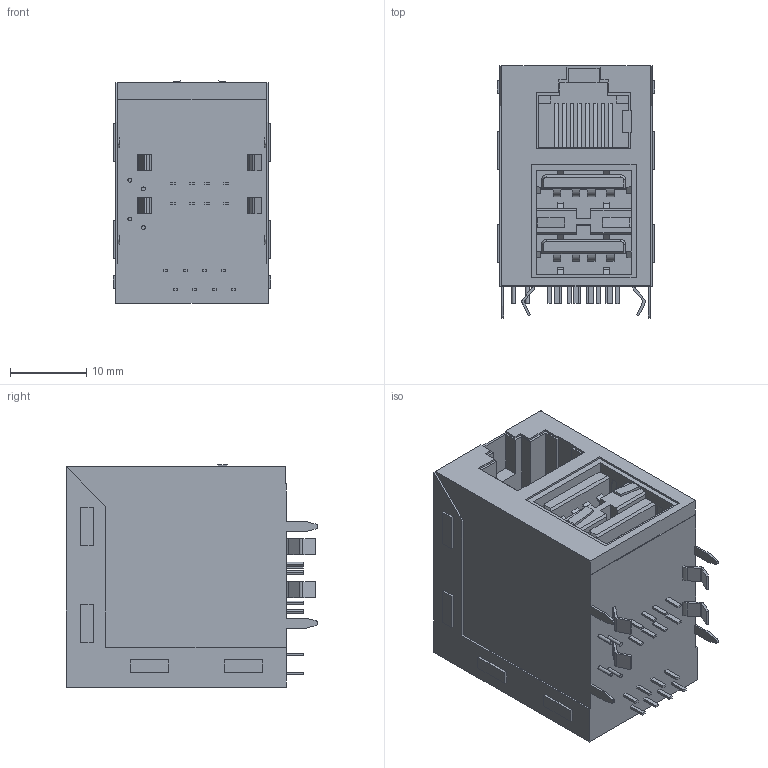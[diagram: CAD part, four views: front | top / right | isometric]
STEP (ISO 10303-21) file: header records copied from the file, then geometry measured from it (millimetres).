
FILE_DESCRIPTION((''),'2;1');
FILE_NAME('C-6116151-01-3','2007-09-05T',('workeradm'),('Tyco Electronics Corporation'),'PRO/ENGINEER BY PARAMETRIC TECHNOLOGY CORPORATION, 2005450','PRO/ENGINEER BY PARAMETRIC TECHNOLOGY CORPORATION, 2005450','');
FILE_SCHEMA(('CONFIG_CONTROL_DESIGN', 'GEOMETRIC_VALIDATION_PROPERTIES_MIM'));
Length unit declared in the file: millimetre
Products named in the file (1): C-6116151-01-3
Bounding box: 20.71 x 33.08 x 29.21 mm (x, y, z)
Volume: 14450.2 mm3; surface area: 6131.3 mm2
Topology: 1 solids, 1 shells, 474 faces, 1262 edges, 838 vertices
Faces by surface type: plane 392, cylinder 78, cone 4
Entity records: 14759 total; most frequent: CARTESIAN_POINT 2575, ORIENTED_EDGE 2524, DIRECTION 2370, EDGE_CURVE 1262, VECTOR 1102, LINE 1102, VERTEX_POINT 838, AXIS2_PLACEMENT_3D 634
